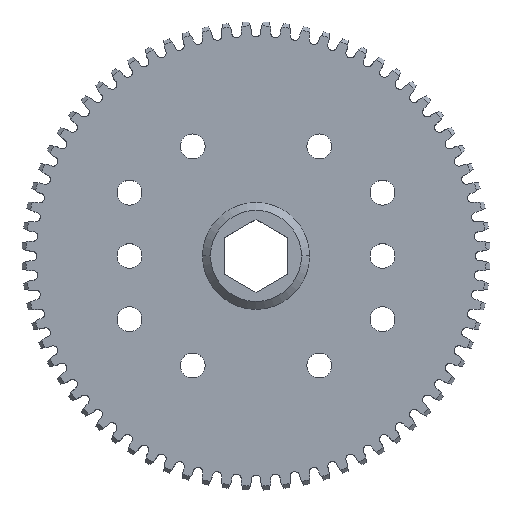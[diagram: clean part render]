
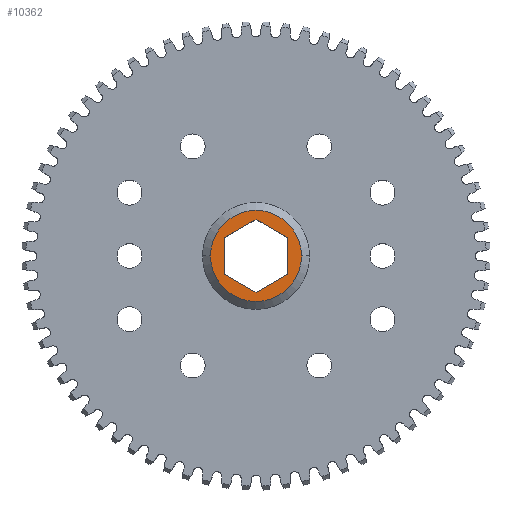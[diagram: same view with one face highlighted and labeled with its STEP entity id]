
A CAD part, top view. The second image highlights one B-rep face of the part: STEP entity #10362.
In plain terms, the highlighted planar face has unit normal (0, 0, 1).
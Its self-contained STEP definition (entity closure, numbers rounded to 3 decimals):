
#83 = ORIENTED_EDGE ( 'NONE', *, *, #13426, .F. ) ;
#1599 = DIRECTION ( 'NONE',  ( 0., 1., 0. ) ) ;
#1919 = EDGE_LOOP ( 'NONE', ( #31389, #34580 ) ) ;
#2652 = DIRECTION ( 'NONE',  ( -0.866, 0.5, 0. ) ) ;
#3320 = DIRECTION ( 'NONE',  ( 0., 0., -1. ) ) ;
#3681 = LINE ( 'NONE', #33731, #16980 ) ;
#4349 = VERTEX_POINT ( 'NONE', #15969 ) ;
#4385 = EDGE_CURVE ( 'NONE', #19945, #17501, #7866, .T. ) ;
#5219 = CARTESIAN_POINT ( 'NONE',  ( 3.175, -5.499, 6.35 ) ) ;
#5316 = CIRCLE ( 'NONE', #5888, 9.144 ) ;
#5357 = FACE_OUTER_BOUND ( 'NONE', #1919, .T. ) ;
#5396 = DIRECTION ( 'NONE',  ( 0.866, 0.5, 0. ) ) ;
#5714 = CARTESIAN_POINT ( 'NONE',  ( 0., 0., 6.35 ) ) ;
#5800 = VECTOR ( 'NONE', #5396, 1000. ) ;
#5888 = AXIS2_PLACEMENT_3D ( 'NONE', #12123, #15533, #31921 ) ;
#7866 = LINE ( 'NONE', #24596, #10009 ) ;
#8164 = VECTOR ( 'NONE', #1599, 1000. ) ;
#8700 = CARTESIAN_POINT ( 'NONE',  ( -6.35, -3.666, 6.35 ) ) ;
#9725 = VERTEX_POINT ( 'NONE', #33508 ) ;
#10009 = VECTOR ( 'NONE', #2652, 1000. ) ;
#10362 = ADVANCED_FACE ( 'NONE', ( #27320, #5357 ), #16340, .T. ) ;
#10576 = CARTESIAN_POINT ( 'NONE',  ( 6.35, 0., 6.35 ) ) ;
#10850 = EDGE_LOOP ( 'NONE', ( #33957, #15359, #26960, #28517, #83, #34013 ) ) ;
#10957 = AXIS2_PLACEMENT_3D ( 'NONE', #32842, #3320, #22229 ) ;
#12080 = EDGE_CURVE ( 'NONE', #4349, #28459, #32619, .T. ) ;
#12123 = CARTESIAN_POINT ( 'NONE',  ( 0., 0., 6.35 ) ) ;
#12886 = EDGE_CURVE ( 'NONE', #29779, #32155, #5316, .T. ) ;
#13278 = LINE ( 'NONE', #10576, #8164 ) ;
#13359 = AXIS2_PLACEMENT_3D ( 'NONE', #5714, #24603, #35586 ) ;
#13426 = EDGE_CURVE ( 'NONE', #9725, #19945, #13278, .T. ) ;
#13811 = CIRCLE ( 'NONE', #10957, 9.144 ) ;
#15359 = ORIENTED_EDGE ( 'NONE', *, *, #12080, .F. ) ;
#15452 = EDGE_CURVE ( 'NONE', #32155, #29779, #13811, .T. ) ;
#15533 = DIRECTION ( 'NONE',  ( 0., 0., -1. ) ) ;
#15621 = VECTOR ( 'NONE', #20933, 1000. ) ;
#15969 = CARTESIAN_POINT ( 'NONE',  ( -6.35, 3.666, 6.35 ) ) ;
#16007 = EDGE_CURVE ( 'NONE', #25639, #9725, #23407, .T. ) ;
#16140 = VECTOR ( 'NONE', #18122, 1000. ) ;
#16340 = PLANE ( 'NONE',  #13359 ) ;
#16579 = CARTESIAN_POINT ( 'NONE',  ( 6.35, 3.666, 6.35 ) ) ;
#16980 = VECTOR ( 'NONE', #23774, 1000. ) ;
#17265 = CARTESIAN_POINT ( 'NONE',  ( 0., 7.332, 6.35 ) ) ;
#17501 = VERTEX_POINT ( 'NONE', #17265 ) ;
#18122 = DIRECTION ( 'NONE',  ( 0.866, -0.5, 0. ) ) ;
#18236 = CARTESIAN_POINT ( 'NONE',  ( -6.35, 0., 6.35 ) ) ;
#19945 = VERTEX_POINT ( 'NONE', #16579 ) ;
#20428 = CARTESIAN_POINT ( 'NONE',  ( 9.144, 0., 6.35 ) ) ;
#20602 = EDGE_CURVE ( 'NONE', #17501, #4349, #3681, .T. ) ;
#20933 = DIRECTION ( 'NONE',  ( 0., -1., 0. ) ) ;
#22229 = DIRECTION ( 'NONE',  ( -1., 0., 0. ) ) ;
#23407 = LINE ( 'NONE', #5219, #5800 ) ;
#23774 = DIRECTION ( 'NONE',  ( -0.866, -0.5, 0. ) ) ;
#24596 = CARTESIAN_POINT ( 'NONE',  ( 3.175, 5.499, 6.35 ) ) ;
#24603 = DIRECTION ( 'NONE',  ( 0., 0., 1. ) ) ;
#25639 = VERTEX_POINT ( 'NONE', #30746 ) ;
#26960 = ORIENTED_EDGE ( 'NONE', *, *, #20602, .F. ) ;
#27320 = FACE_BOUND ( 'NONE', #10850, .T. ) ;
#28459 = VERTEX_POINT ( 'NONE', #8700 ) ;
#28517 = ORIENTED_EDGE ( 'NONE', *, *, #4385, .F. ) ;
#28597 = CARTESIAN_POINT ( 'NONE',  ( -9.144, 0., 6.35 ) ) ;
#29779 = VERTEX_POINT ( 'NONE', #28597 ) ;
#30746 = CARTESIAN_POINT ( 'NONE',  ( 0., -7.332, 6.35 ) ) ;
#30961 = EDGE_CURVE ( 'NONE', #28459, #25639, #32141, .T. ) ;
#31389 = ORIENTED_EDGE ( 'NONE', *, *, #12886, .F. ) ;
#31921 = DIRECTION ( 'NONE',  ( -1., 0., 0. ) ) ;
#32141 = LINE ( 'NONE', #35020, #16140 ) ;
#32155 = VERTEX_POINT ( 'NONE', #20428 ) ;
#32619 = LINE ( 'NONE', #18236, #15621 ) ;
#32842 = CARTESIAN_POINT ( 'NONE',  ( 0., 0., 6.35 ) ) ;
#33508 = CARTESIAN_POINT ( 'NONE',  ( 6.35, -3.666, 6.35 ) ) ;
#33731 = CARTESIAN_POINT ( 'NONE',  ( -3.175, 5.499, 6.35 ) ) ;
#33957 = ORIENTED_EDGE ( 'NONE', *, *, #30961, .F. ) ;
#34013 = ORIENTED_EDGE ( 'NONE', *, *, #16007, .F. ) ;
#34580 = ORIENTED_EDGE ( 'NONE', *, *, #15452, .F. ) ;
#35020 = CARTESIAN_POINT ( 'NONE',  ( -3.175, -5.499, 6.35 ) ) ;
#35586 = DIRECTION ( 'NONE',  ( 1., 0., 0. ) ) ;
